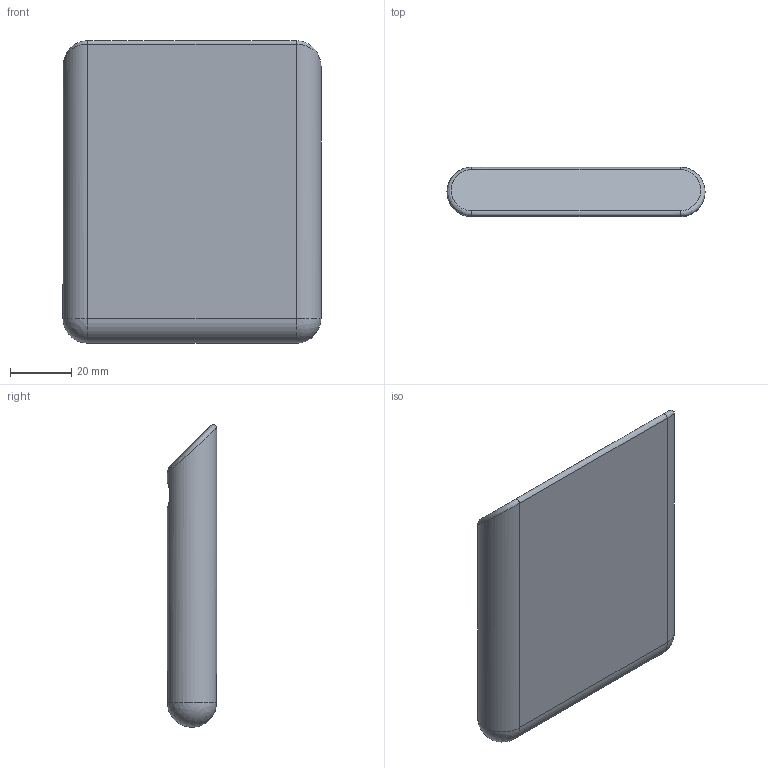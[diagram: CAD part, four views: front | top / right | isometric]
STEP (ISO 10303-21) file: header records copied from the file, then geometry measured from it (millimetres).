
FILE_DESCRIPTION(/* description */ (''),/* implementation_level */ '2;1');
FILE_NAME(/* name */ '4ff3588f-a966-41ff-b44f-e217580bc783.step',/* time_stamp */ '2016-01-29T17:18:56+09:00',/* author */ (''),/* organization */ (''),/* preprocessor_version */ 'ST-DEVELOPER v16.2',/* originating_system */ 'Autodesk Translation Framework v4.3.0.3010',/* authorisation */ '');
FILE_SCHEMA (('AUTOMOTIVE_DESIGN { 1 0 10303 214 3 1 1 }'));
Length unit declared in the file: centimetre
Products named in the file (1): Smartphone Stand v12
Bounding box: 83.99 x 16 x 98.47 mm (x, y, z)
Volume: 65293.2 mm3; surface area: 33223.4 mm2
Topology: 1 solids, 1 shells, 30 faces, 78 edges, 48 vertices
Faces by surface type: plane 12, cylinder 10, sphere 4, bspline 4
Entity records: 1523 total; most frequent: CARTESIAN_POINT 840, ORIENTED_EDGE 144, DIRECTION 124, EDGE_CURVE 72, AXIS2_PLACEMENT_3D 45, VERTEX_POINT 44, LINE 34, VECTOR 34
